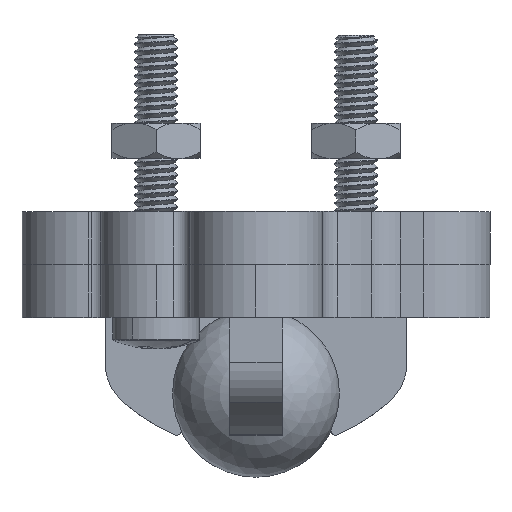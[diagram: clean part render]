
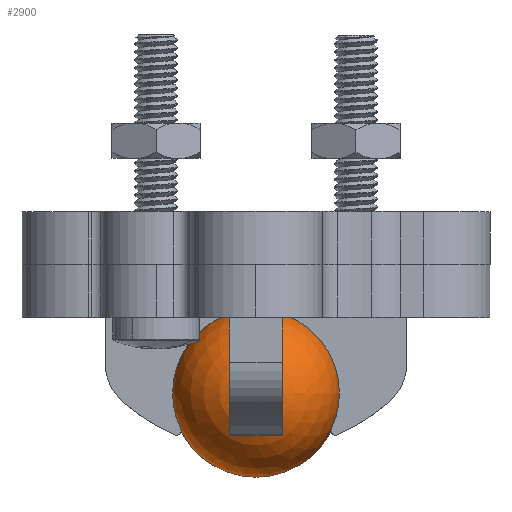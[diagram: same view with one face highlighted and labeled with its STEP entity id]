
A CAD part, top view. The second image highlights one B-rep face of the part: STEP entity #2900.
In plain terms, the highlighted spherical face has radius 4.763 mm.
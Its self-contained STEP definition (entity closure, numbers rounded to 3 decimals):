
#1781 = CARTESIAN_POINT ( 'NONE',  ( 0., -4.763, 0. ) ) ;
#2900 = ADVANCED_FACE ( 'NONE', ( #16907 ), #5941, .T. ) ;
#5237 = CARTESIAN_POINT ( 'NONE',  ( 0., 0., 0. ) ) ;
#5596 = DIRECTION ( 'NONE',  ( 1., 0., 0. ) ) ;
#5847 = DIRECTION ( 'NONE',  ( -1., 0., 0. ) ) ;
#5941 = SPHERICAL_SURFACE ( 'NONE', #28694, 4.763 ) ;
#6387 = EDGE_CURVE ( 'NONE', #15947, #9644, #20611, .T. ) ;
#7185 = ORIENTED_EDGE ( 'NONE', *, *, #12326, .T. ) ;
#8292 = ORIENTED_EDGE ( 'NONE', *, *, #6387, .F. ) ;
#8531 = DIRECTION ( 'NONE',  ( 1., 0., 0. ) ) ;
#9269 = CARTESIAN_POINT ( 'NONE',  ( 0., 4.763, 0. ) ) ;
#9644 = VERTEX_POINT ( 'NONE', #9269 ) ;
#10436 = DIRECTION ( 'NONE',  ( 0., 0., 1. ) ) ;
#12326 = EDGE_CURVE ( 'NONE', #15947, #9644, #15745, .T. ) ;
#12421 = EDGE_LOOP ( 'NONE', ( #8292, #7185 ) ) ;
#13500 = AXIS2_PLACEMENT_3D ( 'NONE', #31870, #31639, #5847 ) ;
#15745 = CIRCLE ( 'NONE', #20360, 4.763 ) ;
#15947 = VERTEX_POINT ( 'NONE', #1781 ) ;
#16907 = FACE_OUTER_BOUND ( 'NONE', #12421, .T. ) ;
#20360 = AXIS2_PLACEMENT_3D ( 'NONE', #5237, #10436, #8531 ) ;
#20611 = CIRCLE ( 'NONE', #13500, 4.763 ) ;
#26130 = DIRECTION ( 'NONE',  ( 0., 0., -1. ) ) ;
#28694 = AXIS2_PLACEMENT_3D ( 'NONE', #31389, #26130, #5596 ) ;
#31389 = CARTESIAN_POINT ( 'NONE',  ( 0., 0., 0. ) ) ;
#31639 = DIRECTION ( 'NONE',  ( 0., 0., -1. ) ) ;
#31870 = CARTESIAN_POINT ( 'NONE',  ( 0., 0., 0. ) ) ;
